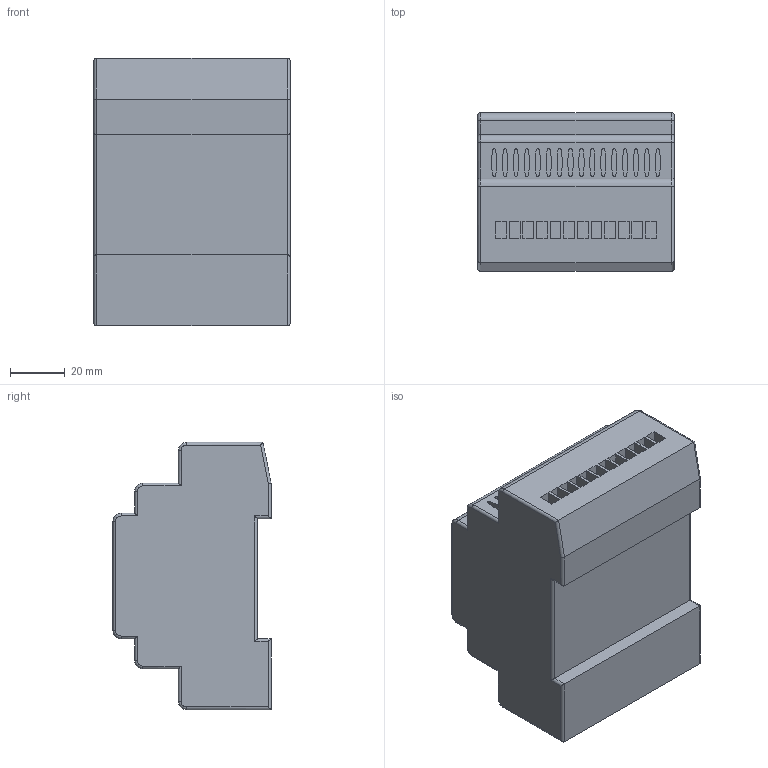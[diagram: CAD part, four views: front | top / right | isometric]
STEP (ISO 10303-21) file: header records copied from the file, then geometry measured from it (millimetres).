
FILE_DESCRIPTION (( 'STEP AP214' ), '1' );
FILE_NAME ('PLR-S-CPU-0804R-AC-NN Ëîãè÷åñêîå ðåëå PLR-S. CPU0804(R) 220Â AC áåç ýêðàíà ONI.STEP', '2018-11-16T12:01:55', ( '' ), ( '' ), 'SwSTEP 2.0', 'SolidWorks 2014', '' );
FILE_SCHEMA (( 'AUTOMOTIVE_DESIGN' ));
Length unit declared in the file: millimetre
Products named in the file (1): PLR-S-CPU-0804R-AC-NN Ëîãè÷åñêîå ðåëå PLR-S. CPU0804(R) 220Â AC áåç ýêðàíà ONI
Bounding box: 72 x 58 x 98 mm (x, y, z)
Volume: 319024 mm3; surface area: 38984.7 mm2
Topology: 1 solids, 1 shells, 516 faces, 1283 edges, 840 vertices
Faces by surface type: plane 234, cylinder 206, bspline 64, torus 12
Entity records: 15993 total; most frequent: CARTESIAN_POINT 3794, ORIENTED_EDGE 2566, DIRECTION 2419, EDGE_CURVE 1283, VERTEX_POINT 840, AXIS2_PLACEMENT_3D 833, VECTOR 753, LINE 753
